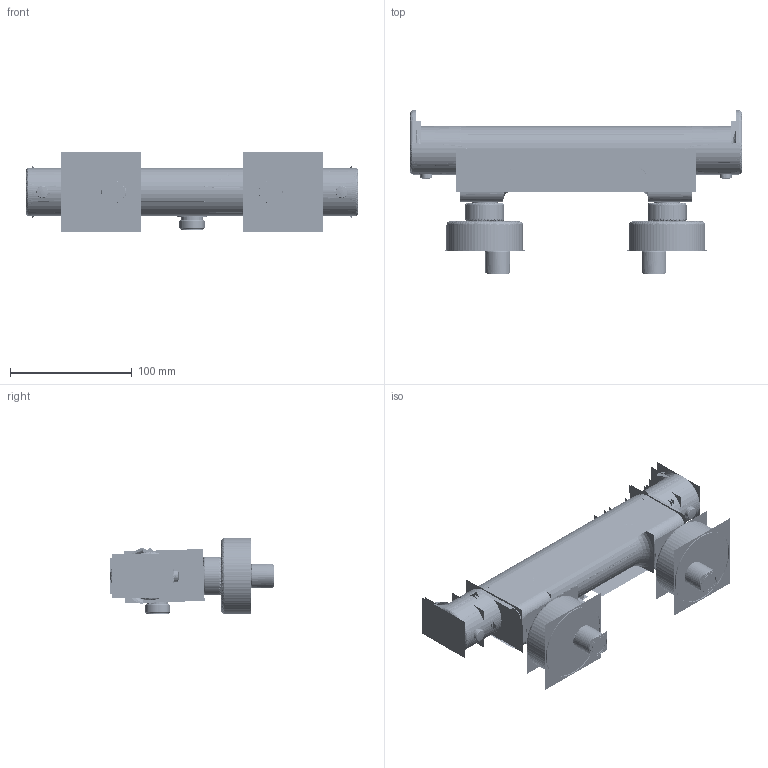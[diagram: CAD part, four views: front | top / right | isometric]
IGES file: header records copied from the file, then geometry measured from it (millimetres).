
Start section:  PTC IGES file: h3t01015_pieno_asm.igs
Global section: file name: h3t01015_pieno_asm.igs; native system: Pro/ENGINEER by Parametric Technology Corporation; preprocessor: 2004280; author: AdrianoZ; organization: Unknown; date: 071020.134518; units: millimetre
Bounding box: 273.1 x 134.93 x 65.53 mm (x, y, z)
Volume: 511449.5 mm3; surface area: 936880.5 mm2
Topology: 22 solids, 39 shells, 5754 faces, 29865 edges, 37962 vertices
Faces by surface type: revolution 3182, bspline 2564, extrusion 8
